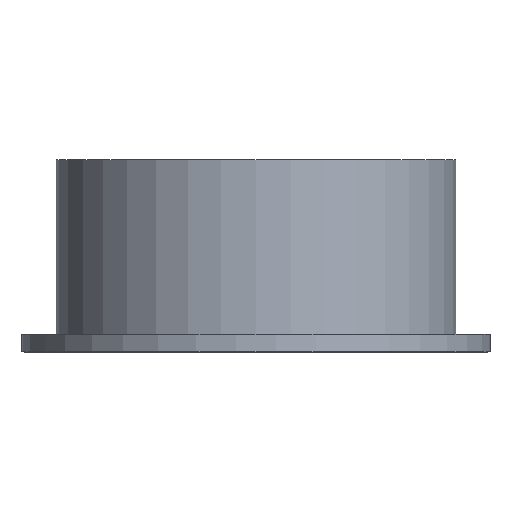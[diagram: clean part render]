
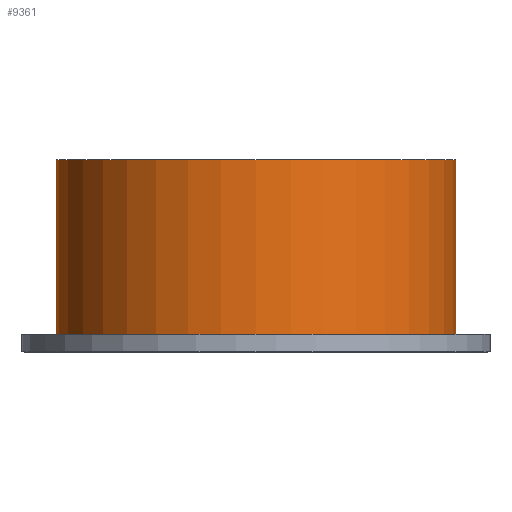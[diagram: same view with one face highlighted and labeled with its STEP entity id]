
A CAD part, top view. The second image highlights one B-rep face of the part: STEP entity #9361.
In plain terms, the highlighted cylindrical face has radius 115 mm (diameter 230 mm), a partial arc.
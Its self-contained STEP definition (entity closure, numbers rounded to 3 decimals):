
#731=CIRCLE('',#9471,115.);
#807=CIRCLE('',#9889,115.);
#1298=FACE_OUTER_BOUND('',#1876,.T.);
#1876=EDGE_LOOP('',(#8465,#8466,#8467,#8468));
#2032=LINE('',#12334,#3030);
#2838=LINE('',#15626,#3836);
#3030=VECTOR('',#10160,10.);
#3836=VECTOR('',#11704,10.);
#3991=VERTEX_POINT('',#12206);
#3992=VERTEX_POINT('',#12208);
#4048=VERTEX_POINT('',#12332);
#4725=VERTEX_POINT('',#15625);
#4874=EDGE_CURVE('',#3991,#3992,#731,.T.);
#4937=EDGE_CURVE('',#4048,#3991,#2032,.T.);
#5977=EDGE_CURVE('',#4725,#3992,#2838,.T.);
#6019=EDGE_CURVE('',#4725,#4048,#807,.T.);
#8465=ORIENTED_EDGE('',*,*,#4874,.F.);
#8466=ORIENTED_EDGE('',*,*,#4937,.F.);
#8467=ORIENTED_EDGE('',*,*,#6019,.F.);
#8468=ORIENTED_EDGE('',*,*,#5977,.T.);
#8915=CYLINDRICAL_SURFACE('',#9891,115.);
#9361=ADVANCED_FACE('',(#1298),#8915,.T.);
#9471=AXIS2_PLACEMENT_3D('',#12209,#10062,#10063);
#9889=AXIS2_PLACEMENT_3D('',#15711,#11777,#11778);
#9891=AXIS2_PLACEMENT_3D('',#15713,#11781,#11782);
#10062=DIRECTION('center_axis',(0.,1.,0.));
#10063=DIRECTION('ref_axis',(-1.,0.,0.));
#10160=DIRECTION('',(0.,1.,0.));
#11704=DIRECTION('',(0.,1.,0.));
#11777=DIRECTION('center_axis',(0.,-1.,0.));
#11778=DIRECTION('ref_axis',(-1.,0.,0.));
#11781=DIRECTION('center_axis',(0.,1.,0.));
#11782=DIRECTION('ref_axis',(0.,0.,1.));
#12206=CARTESIAN_POINT('',(-39.,110.5,-108.185));
#12208=CARTESIAN_POINT('',(39.,110.5,-108.185));
#12209=CARTESIAN_POINT('Origin',(0.,110.5,0.));
#12332=CARTESIAN_POINT('',(-39.,10.,-108.185));
#12334=CARTESIAN_POINT('',(-39.,0.,-108.185));
#15625=CARTESIAN_POINT('',(39.,10.,-108.185));
#15626=CARTESIAN_POINT('',(39.,0.,-108.185));
#15711=CARTESIAN_POINT('Origin',(0.,10.,0.));
#15713=CARTESIAN_POINT('Origin',(0.,0.,0.));
